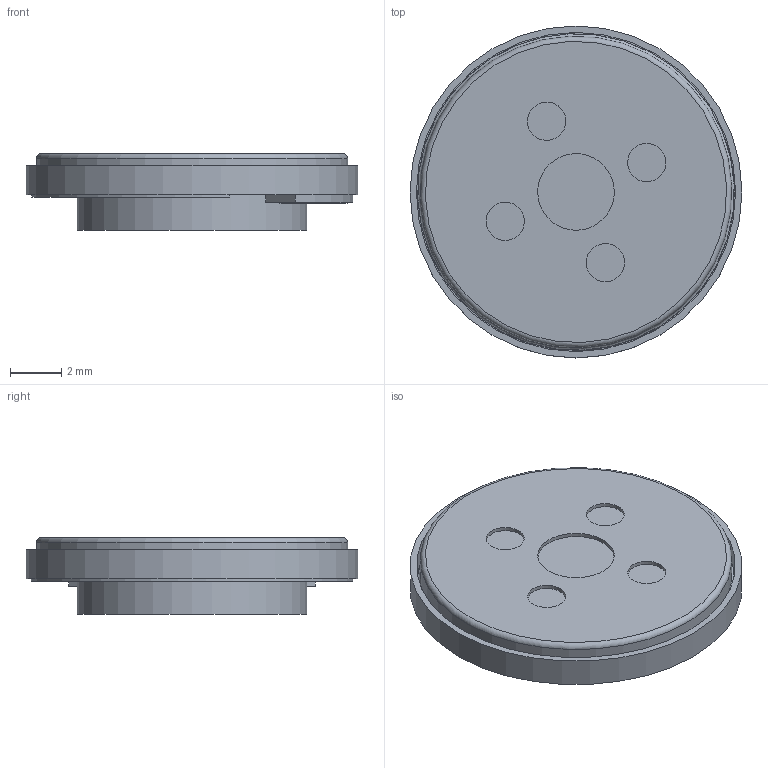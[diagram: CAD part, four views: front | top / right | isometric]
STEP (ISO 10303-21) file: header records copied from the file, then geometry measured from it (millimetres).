
FILE_DESCRIPTION(/* description */ (''),/* implementation_level */ '2;1');
FILE_NAME(/* name */ 'OWS-1330TA-8-实体3D.stp',/* time_stamp */ '2023-07-15T08:27:32+08:00',/* author */ (''),/* organization */ (''),/* preprocessor_version */ 'ST-DEVELOPER v16',/* originating_system */ 'SIEMENS PLM Software NX 11.0',/* authorisation */ '');
FILE_SCHEMA (('AP203_CONFIGURATION_CONTROLLED_3D_DESIGN_OF_MECHANICAL_PARTS_AND_ASSEMBLIES_MIM_LF { 1 0 10303 403 2 1 2}'));
Length unit declared in the file: millimetre
Products named in the file (1): OWS-1330TA-8-实体3D
Bounding box: 13 x 13 x 3 mm (x, y, z)
Volume: 295.3 mm3; surface area: 450.4 mm2
Topology: 1 solids, 8 shells, 70 faces, 127 edges, 84 vertices
Faces by surface type: plane 40, cylinder 28, torus 2
Full cylindrical faces by diameter (mm): 0.8 x7, 1.5 x4, 3 x1, 9 x1, 12.2 x1, 12.4 x1, 12.5 x1, 13 x1
Entity records: 1708 total; most frequent: DIRECTION 306, CARTESIAN_POINT 259, ORIENTED_EDGE 212, AXIS2_PLACEMENT_3D 129, EDGE_CURVE 106, EDGE_LOOP 100, VERTEX_POINT 82, ADVANCED_FACE 70
